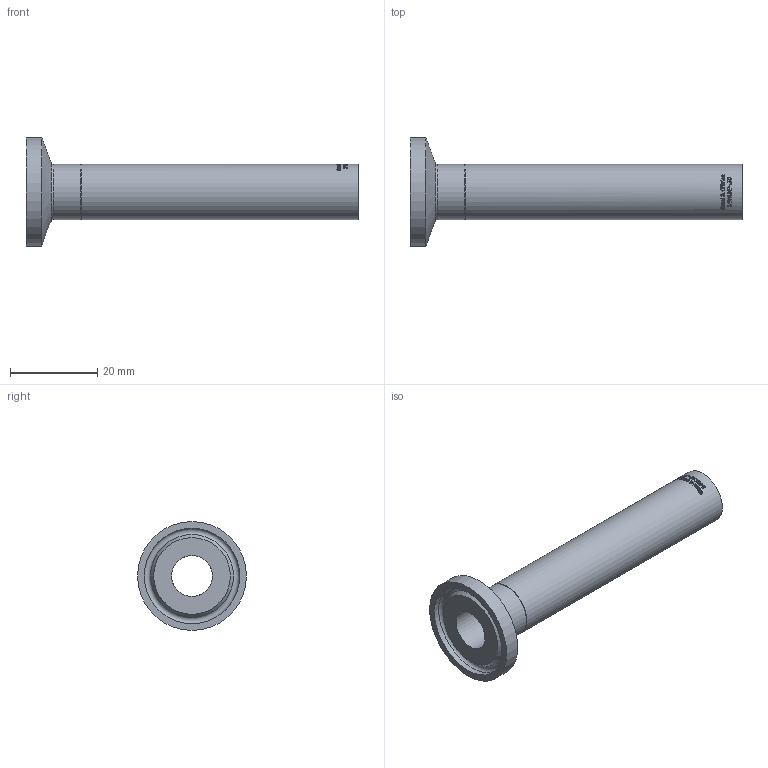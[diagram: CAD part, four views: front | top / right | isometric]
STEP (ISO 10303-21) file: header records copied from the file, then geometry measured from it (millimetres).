
FILE_DESCRIPTION(/* description */ (''),/* implementation_level */ '2;1');
FILE_NAME(/* name */ '14WLMP-.50.stp',/* time_stamp */ '2019-01-18T16:54:08-05:00',/* author */ ('rick'),/* organization */ (''),/* preprocessor_version */ 'ST-DEVELOPER v15.2',/* originating_system */ 'Autodesk Inventor 2014',/* authorisation */ '');
FILE_SCHEMA (('AUTOMOTIVE_DESIGN { 1 0 10303 214 3 1 1 }'));
Length unit declared in the file: inch
Products named in the file (1): 14WLMP-.50
Bounding box: 76.2 x 24.99 x 24.99 mm (x, y, z)
Volume: 5674.7 mm3; surface area: 6367.9 mm2
Topology: 1 solids, 1 shells, 364 faces, 965 edges, 641 vertices
Faces by surface type: plane 164, bspline 153, cylinder 41, torus 4, cone 2
Full cylindrical faces by diameter (mm): 9.398 x2, 12.7 x2, 21.895 x1, 24.994 x1
Entity records: 14043 total; most frequent: CARTESIAN_POINT 5820, ORIENTED_EDGE 1906, DIRECTION 1278, EDGE_CURVE 953, VERTEX_POINT 641, LINE 440, VECTOR 440, AXIS2_PLACEMENT_3D 419
